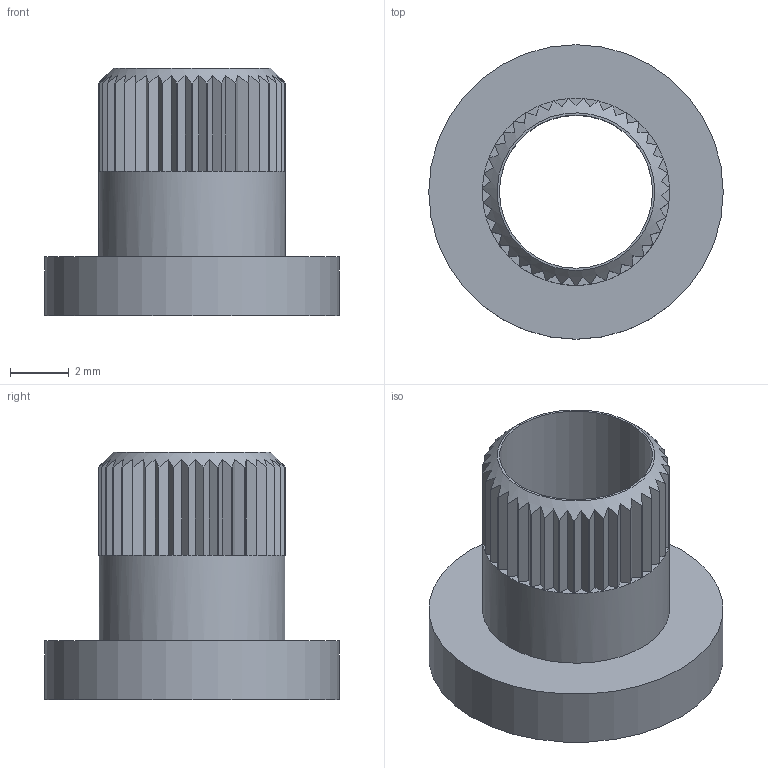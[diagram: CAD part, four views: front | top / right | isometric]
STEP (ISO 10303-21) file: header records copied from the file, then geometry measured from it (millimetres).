
FILE_DESCRIPTION (( 'STEP AP203' ), '1' );
FILE_NAME ('90506-B.STEP', '2016-11-14T15:41:22', ( 'Anwender' ), ( '' ), 'SwSTEP 2.0', 'SolidWorks 2015', '' );
FILE_SCHEMA (( 'CONFIG_CONTROL_DESIGN' ));
Length unit declared in the file: millimetre
Products named in the file (1): 90506-B
Bounding box: 10 x 10 x 8.4 mm (x, y, z)
Volume: 168.9 mm3; surface area: 458.4 mm2
Topology: 1 solids, 1 shells, 125 faces, 365 edges, 243 vertices
Faces by surface type: plane 120, cylinder 3, cone 2
Full cylindrical faces by diameter (mm): 5.2 x1, 6.35 x1, 10 x1
Entity records: 4252 total; most frequent: CARTESIAN_POINT 959, ORIENTED_EDGE 716, DIRECTION 617, EDGE_CURVE 358, VERTEX_POINT 241, AXIS2_PLACEMENT_3D 211, VECTOR 195, LINE 195
